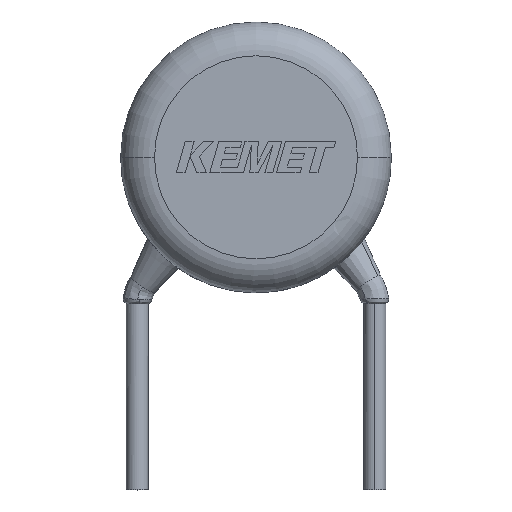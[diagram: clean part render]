
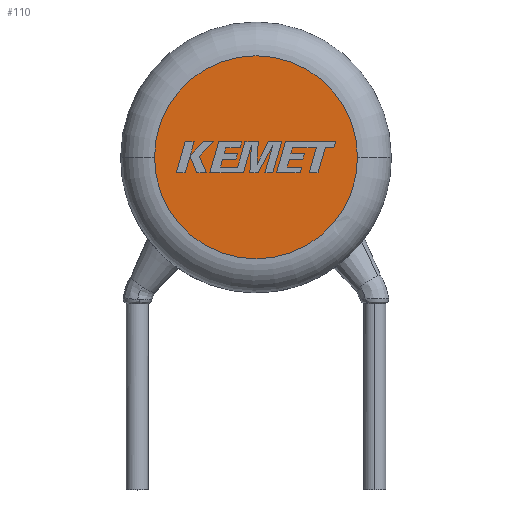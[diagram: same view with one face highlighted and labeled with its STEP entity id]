
A CAD part, top view. The second image highlights one B-rep face of the part: STEP entity #110.
In plain terms, the highlighted planar face has unit normal (0, 0, 1).
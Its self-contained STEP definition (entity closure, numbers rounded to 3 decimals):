
#110 = ADVANCED_FACE ( 'NONE', ( #2449 ), #3832, .T. ) ;
#476 = CIRCLE ( 'NONE', #3200, 3. ) ;
#590 = CARTESIAN_POINT ( 'NONE',  ( 0., 0., 5. ) ) ;
#687 = DIRECTION ( 'NONE',  ( 1., 0., 0. ) ) ;
#914 = EDGE_CURVE ( 'NONE', #1544, #2625, #3438, .T. ) ;
#982 = CARTESIAN_POINT ( 'NONE',  ( 0., 0., 5. ) ) ;
#1286 = AXIS2_PLACEMENT_3D ( 'NONE', #3848, #4163, #3612 ) ;
#1544 = VERTEX_POINT ( 'NONE', #4053 ) ;
#1685 = DIRECTION ( 'NONE',  ( 0., 0., 1. ) ) ;
#1765 = ORIENTED_EDGE ( 'NONE', *, *, #2968, .T. ) ;
#2449 = FACE_OUTER_BOUND ( 'NONE', #2481, .T. ) ;
#2481 = EDGE_LOOP ( 'NONE', ( #3056, #1765 ) ) ;
#2625 = VERTEX_POINT ( 'NONE', #4161 ) ;
#2883 = DIRECTION ( 'NONE',  ( 0., 0., 1. ) ) ;
#2968 = EDGE_CURVE ( 'NONE', #2625, #1544, #476, .T. ) ;
#3056 = ORIENTED_EDGE ( 'NONE', *, *, #914, .T. ) ;
#3154 = AXIS2_PLACEMENT_3D ( 'NONE', #590, #2883, #4145 ) ;
#3200 = AXIS2_PLACEMENT_3D ( 'NONE', #982, #1685, #687 ) ;
#3438 = CIRCLE ( 'NONE', #3154, 3. ) ;
#3612 = DIRECTION ( 'NONE',  ( 1., 0., 0. ) ) ;
#3832 = PLANE ( 'NONE',  #1286 ) ;
#3848 = CARTESIAN_POINT ( 'NONE',  ( 0., 0., 5. ) ) ;
#4053 = CARTESIAN_POINT ( 'NONE',  ( 3., 0., 5. ) ) ;
#4145 = DIRECTION ( 'NONE',  ( 1., 0., 0. ) ) ;
#4161 = CARTESIAN_POINT ( 'NONE',  ( -3., 0., 5. ) ) ;
#4163 = DIRECTION ( 'NONE',  ( 0., 0., 1. ) ) ;
